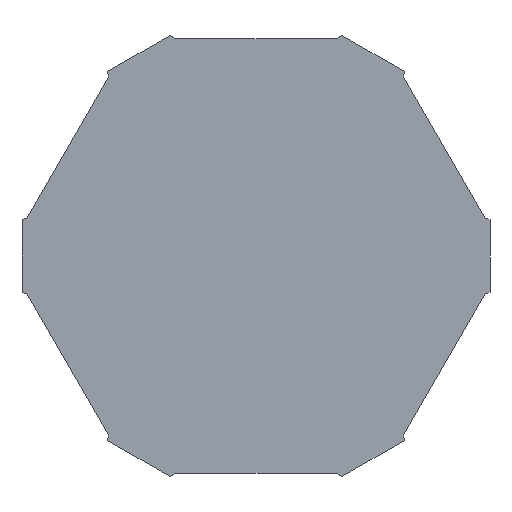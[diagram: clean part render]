
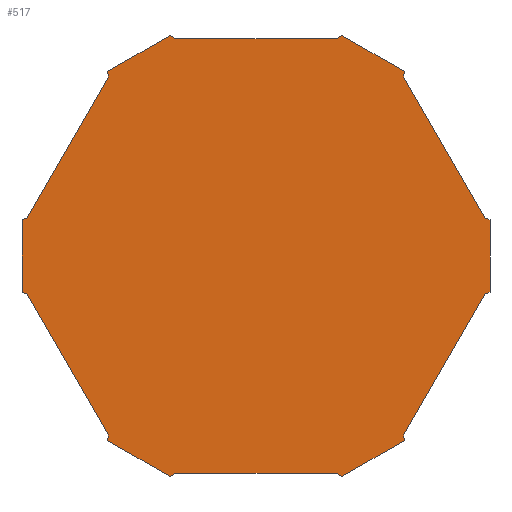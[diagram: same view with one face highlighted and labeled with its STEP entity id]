
A CAD part, front view. The second image highlights one B-rep face of the part: STEP entity #517.
In plain terms, the highlighted planar face has unit normal (0, -1, 0).
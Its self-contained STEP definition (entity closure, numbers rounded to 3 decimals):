
#31=FACE_OUTER_BOUND('',#57,.T.);
#57=EDGE_LOOP('',(#415,#416,#417,#418,#419,#420,#421,#422,#423,#424,#425,
#426,#427,#428,#429,#430,#431,#432,#433,#434,#435,#436,#437,#438));
#92=LINE('',#747,#164);
#95=LINE('',#752,#167);
#97=LINE('',#756,#169);
#99=LINE('',#760,#171);
#101=LINE('',#764,#173);
#103=LINE('',#768,#175);
#105=LINE('',#772,#177);
#107=LINE('',#776,#179);
#109=LINE('',#780,#181);
#111=LINE('',#784,#183);
#113=LINE('',#788,#185);
#115=LINE('',#792,#187);
#117=LINE('',#796,#189);
#119=LINE('',#800,#191);
#121=LINE('',#804,#193);
#122=LINE('',#807,#194);
#123=LINE('',#809,#195);
#124=LINE('',#811,#196);
#125=LINE('',#813,#197);
#126=LINE('',#815,#198);
#127=LINE('',#817,#199);
#128=LINE('',#819,#200);
#129=LINE('',#821,#201);
#130=LINE('',#822,#202);
#164=VECTOR('',#598,10.);
#167=VECTOR('',#603,10.);
#169=VECTOR('',#607,10.);
#171=VECTOR('',#611,10.);
#173=VECTOR('',#615,10.);
#175=VECTOR('',#619,10.);
#177=VECTOR('',#623,10.);
#179=VECTOR('',#627,10.);
#181=VECTOR('',#631,10.);
#183=VECTOR('',#635,10.);
#185=VECTOR('',#639,10.);
#187=VECTOR('',#643,10.);
#189=VECTOR('',#647,10.);
#191=VECTOR('',#651,10.);
#193=VECTOR('',#655,10.);
#194=VECTOR('',#658,10.);
#195=VECTOR('',#659,10.);
#196=VECTOR('',#660,10.);
#197=VECTOR('',#661,10.);
#198=VECTOR('',#662,10.);
#199=VECTOR('',#663,10.);
#200=VECTOR('',#664,10.);
#201=VECTOR('',#665,10.);
#202=VECTOR('',#666,10.);
#235=VERTEX_POINT('',#744);
#236=VERTEX_POINT('',#746);
#237=VERTEX_POINT('',#750);
#238=VERTEX_POINT('',#754);
#239=VERTEX_POINT('',#758);
#240=VERTEX_POINT('',#762);
#241=VERTEX_POINT('',#766);
#242=VERTEX_POINT('',#770);
#243=VERTEX_POINT('',#774);
#244=VERTEX_POINT('',#778);
#245=VERTEX_POINT('',#782);
#246=VERTEX_POINT('',#786);
#247=VERTEX_POINT('',#790);
#248=VERTEX_POINT('',#794);
#249=VERTEX_POINT('',#798);
#250=VERTEX_POINT('',#802);
#251=VERTEX_POINT('',#806);
#252=VERTEX_POINT('',#808);
#253=VERTEX_POINT('',#810);
#254=VERTEX_POINT('',#812);
#255=VERTEX_POINT('',#814);
#256=VERTEX_POINT('',#816);
#257=VERTEX_POINT('',#818);
#258=VERTEX_POINT('',#820);
#284=EDGE_CURVE('',#236,#235,#92,.F.);
#287=EDGE_CURVE('',#235,#237,#95,.F.);
#289=EDGE_CURVE('',#237,#238,#97,.F.);
#291=EDGE_CURVE('',#238,#239,#99,.F.);
#293=EDGE_CURVE('',#239,#240,#101,.F.);
#295=EDGE_CURVE('',#240,#241,#103,.F.);
#297=EDGE_CURVE('',#241,#242,#105,.F.);
#299=EDGE_CURVE('',#242,#243,#107,.F.);
#301=EDGE_CURVE('',#243,#244,#109,.F.);
#303=EDGE_CURVE('',#244,#245,#111,.F.);
#305=EDGE_CURVE('',#245,#246,#113,.F.);
#307=EDGE_CURVE('',#246,#247,#115,.F.);
#309=EDGE_CURVE('',#247,#248,#117,.F.);
#311=EDGE_CURVE('',#248,#249,#119,.F.);
#313=EDGE_CURVE('',#249,#250,#121,.F.);
#314=EDGE_CURVE('',#250,#251,#122,.F.);
#315=EDGE_CURVE('',#251,#252,#123,.F.);
#316=EDGE_CURVE('',#252,#253,#124,.F.);
#317=EDGE_CURVE('',#253,#254,#125,.F.);
#318=EDGE_CURVE('',#254,#255,#126,.F.);
#319=EDGE_CURVE('',#255,#256,#127,.F.);
#320=EDGE_CURVE('',#256,#257,#128,.F.);
#321=EDGE_CURVE('',#257,#258,#129,.F.);
#322=EDGE_CURVE('',#236,#258,#130,.T.);
#415=ORIENTED_EDGE('',*,*,#307,.T.);
#416=ORIENTED_EDGE('',*,*,#309,.T.);
#417=ORIENTED_EDGE('',*,*,#311,.T.);
#418=ORIENTED_EDGE('',*,*,#313,.T.);
#419=ORIENTED_EDGE('',*,*,#314,.T.);
#420=ORIENTED_EDGE('',*,*,#315,.T.);
#421=ORIENTED_EDGE('',*,*,#316,.T.);
#422=ORIENTED_EDGE('',*,*,#317,.T.);
#423=ORIENTED_EDGE('',*,*,#318,.T.);
#424=ORIENTED_EDGE('',*,*,#319,.T.);
#425=ORIENTED_EDGE('',*,*,#320,.T.);
#426=ORIENTED_EDGE('',*,*,#321,.T.);
#427=ORIENTED_EDGE('',*,*,#322,.F.);
#428=ORIENTED_EDGE('',*,*,#284,.T.);
#429=ORIENTED_EDGE('',*,*,#287,.T.);
#430=ORIENTED_EDGE('',*,*,#289,.T.);
#431=ORIENTED_EDGE('',*,*,#291,.T.);
#432=ORIENTED_EDGE('',*,*,#293,.T.);
#433=ORIENTED_EDGE('',*,*,#295,.T.);
#434=ORIENTED_EDGE('',*,*,#297,.T.);
#435=ORIENTED_EDGE('',*,*,#299,.T.);
#436=ORIENTED_EDGE('',*,*,#301,.T.);
#437=ORIENTED_EDGE('',*,*,#303,.T.);
#438=ORIENTED_EDGE('',*,*,#305,.T.);
#491=PLANE('',#557);
#517=ADVANCED_FACE('',(#31),#491,.T.);
#557=AXIS2_PLACEMENT_3D('',#805,#656,#657);
#598=DIRECTION('',(0.091,0.,-0.996));
#603=DIRECTION('',(-0.5,0.,-0.866));
#607=DIRECTION('',(-0.908,0.,-0.419));
#611=DIRECTION('',(0.,0.,-1.));
#615=DIRECTION('',(0.908,0.,-0.419));
#619=DIRECTION('',(0.5,0.,-0.866));
#623=DIRECTION('',(-0.091,0.,-0.996));
#627=DIRECTION('',(0.866,0.,-0.5));
#631=DIRECTION('',(0.817,0.,0.577));
#635=DIRECTION('',(1.,0.,0.));
#639=DIRECTION('',(0.817,0.,-0.577));
#643=DIRECTION('',(0.866,0.,0.5));
#647=DIRECTION('',(-0.091,0.,0.996));
#651=DIRECTION('',(0.5,0.,0.866));
#655=DIRECTION('',(0.908,0.,0.419));
#656=DIRECTION('center_axis',(0.,-1.,0.));
#657=DIRECTION('ref_axis',(1.,0.,0.));
#658=DIRECTION('',(0.,0.,1.));
#659=DIRECTION('',(-0.908,0.,0.419));
#660=DIRECTION('',(-0.5,0.,0.866));
#661=DIRECTION('',(0.091,0.,0.996));
#662=DIRECTION('',(-0.866,0.,0.5));
#663=DIRECTION('',(-0.817,0.,-0.577));
#664=DIRECTION('',(-1.,0.,0.));
#665=DIRECTION('',(-0.817,0.,0.577));
#666=DIRECTION('',(-0.866,0.,-0.5));
#744=CARTESIAN_POINT('',(43.804,-12.,-53.065));
#746=CARTESIAN_POINT('',(43.959,-12.,-54.759));
#747=CARTESIAN_POINT('',(42.072,-12.,-34.196));
#750=CARTESIAN_POINT('',(67.858,-12.,-11.403));
#752=CARTESIAN_POINT('',(61.836,-12.,-21.832));
#754=CARTESIAN_POINT('',(69.402,-12.,-10.691));
#756=CARTESIAN_POINT('',(51.437,-12.,-18.974));
#758=CARTESIAN_POINT('',(69.402,-12.,10.691));
#760=CARTESIAN_POINT('',(69.402,-12.,13.573));
#762=CARTESIAN_POINT('',(67.858,-12.,11.403));
#764=CARTESIAN_POINT('',(50.651,-12.,19.337));
#766=CARTESIAN_POINT('',(43.804,-12.,53.065));
#768=CARTESIAN_POINT('',(49.825,-12.,42.636));
#770=CARTESIAN_POINT('',(43.959,-12.,54.759));
#772=CARTESIAN_POINT('',(42.151,-12.,35.059));
#774=CARTESIAN_POINT('',(25.443,-12.,65.449));
#776=CARTESIAN_POINT('',(22.946,-12.,66.891));
#778=CARTESIAN_POINT('',(24.054,-12.,64.468));
#780=CARTESIAN_POINT('',(8.579,-12.,53.533));
#782=CARTESIAN_POINT('',(-24.054,-12.,64.468));
#784=CARTESIAN_POINT('',(-12.011,-12.,64.468));
#786=CARTESIAN_POINT('',(-25.443,-12.,65.449));
#788=CARTESIAN_POINT('',(-9.286,-12.,54.033));
#790=CARTESIAN_POINT('',(-43.959,-12.,54.759));
#792=CARTESIAN_POINT('',(-46.456,-12.,53.317));
#794=CARTESIAN_POINT('',(-43.804,-12.,53.065));
#796=CARTESIAN_POINT('',(-42.072,-12.,34.196));
#798=CARTESIAN_POINT('',(-67.858,-12.,11.403));
#800=CARTESIAN_POINT('',(-61.836,-12.,21.832));
#802=CARTESIAN_POINT('',(-69.402,-12.,10.691));
#804=CARTESIAN_POINT('',(-51.437,-12.,18.974));
#805=CARTESIAN_POINT('Origin',(0.,-12.,-32.784));
#806=CARTESIAN_POINT('',(-69.402,-12.,-10.691));
#807=CARTESIAN_POINT('',(-69.402,-12.,-13.573));
#808=CARTESIAN_POINT('',(-67.858,-12.,-11.403));
#809=CARTESIAN_POINT('',(-50.651,-12.,-19.337));
#810=CARTESIAN_POINT('',(-43.804,-12.,-53.065));
#811=CARTESIAN_POINT('',(-49.825,-12.,-42.636));
#812=CARTESIAN_POINT('',(-43.959,-12.,-54.759));
#813=CARTESIAN_POINT('',(-42.151,-12.,-35.059));
#814=CARTESIAN_POINT('',(-25.443,-12.,-65.449));
#815=CARTESIAN_POINT('',(-22.946,-12.,-66.891));
#816=CARTESIAN_POINT('',(-24.054,-12.,-64.468));
#817=CARTESIAN_POINT('',(-8.579,-12.,-53.533));
#818=CARTESIAN_POINT('',(24.054,-12.,-64.468));
#819=CARTESIAN_POINT('',(12.011,-12.,-64.468));
#820=CARTESIAN_POINT('',(25.443,-12.,-65.449));
#821=CARTESIAN_POINT('',(9.286,-12.,-54.033));
#822=CARTESIAN_POINT('',(32.26,-12.,-61.513));
